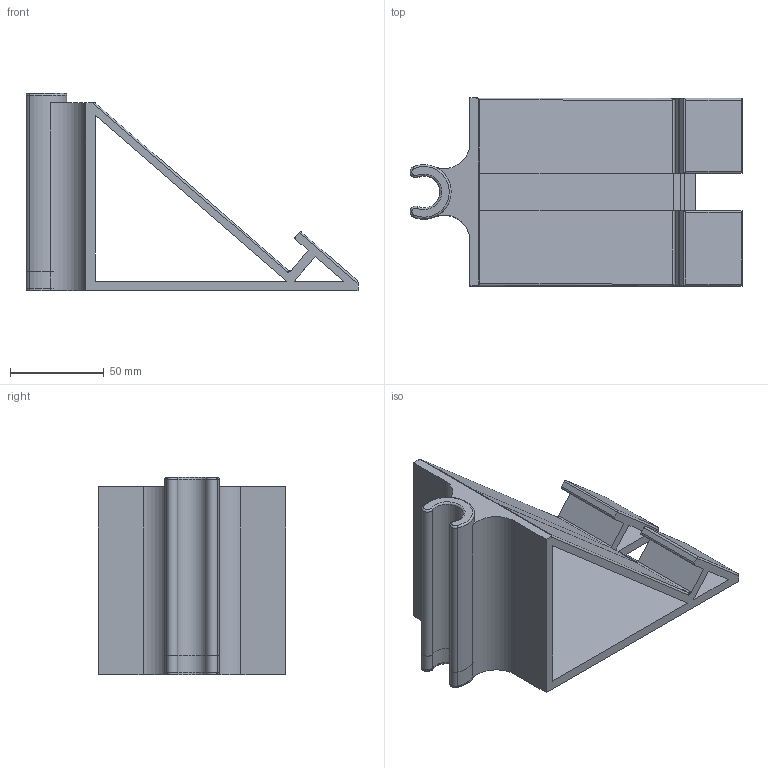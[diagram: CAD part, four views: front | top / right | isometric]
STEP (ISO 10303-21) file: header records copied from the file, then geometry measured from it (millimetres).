
FILE_DESCRIPTION(('FreeCAD Model'),'2;1');
FILE_NAME('Open CASCADE Shape Model','2023-12-01T14:59:38',(''),(''), 'Open CASCADE STEP processor 7.6','FreeCAD','Unknown');
FILE_SCHEMA(('AUTOMOTIVE_DESIGN { 1 0 10303 214 1 1 1 1 }'));
Length unit declared in the file: millimetre
Products named in the file (4): Insert; Stand001; Body004; Body005
Assembly tree (3 placements, depth 3):
  Insert
    Stand001
      Body004
      Body005
Bounding box: 176.9 x 100 x 105 mm (x, y, z)
Volume: 280164.8 mm3; surface area: 104397.8 mm2
Topology: 2 solids, 2 shells, 72 faces, 190 edges, 118 vertices
Faces by surface type: plane 33, cylinder 29, torus 8, bspline 2
Entity records: 5485 total; most frequent: CARTESIAN_POINT 1630, DIRECTION 723, LINE 426, VECTOR 426, ORIENTED_EDGE 376, PCURVE 376, DEFINITIONAL_REPRESENTATION 376, EDGE_CURVE 188
